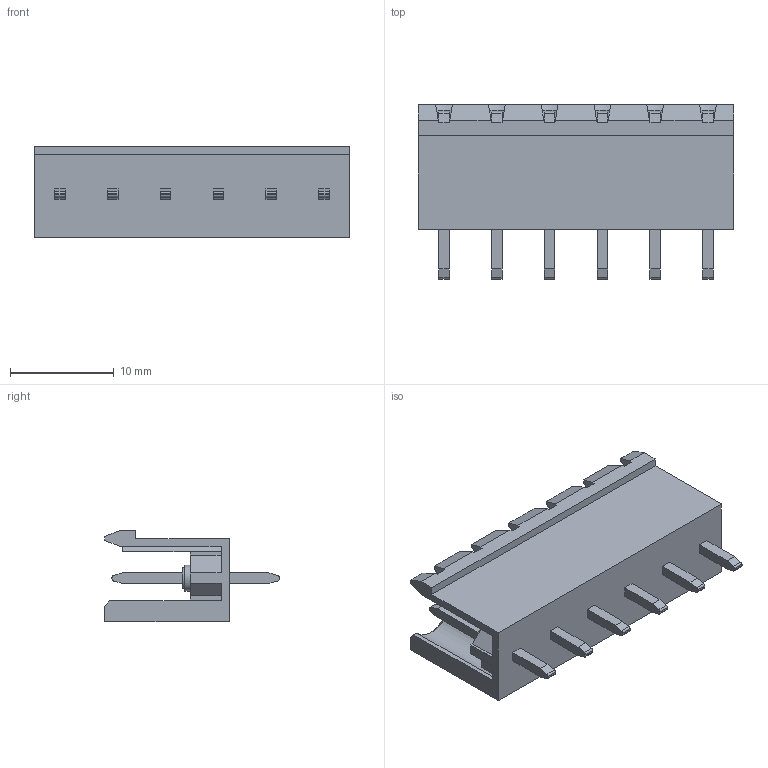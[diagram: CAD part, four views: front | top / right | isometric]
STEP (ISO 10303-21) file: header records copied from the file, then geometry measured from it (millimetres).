
FILE_DESCRIPTION (( 'STEP AP203' ), '1' );
FILE_NAME ('SOKETLI BASKILI DEVRE KLEMENSI - 5,08 MM ERKEK 180 AÇIK - 6 LI.STEP', '2018-09-11T14:15:09', ( 'user' ), ( '' ), 'SwSTEP 2.0', 'SolidWorks 2016', '' );
FILE_SCHEMA (( 'CONFIG_CONTROL_DESIGN' ));
Length unit declared in the file: millimetre
Products named in the file (1): SOKETLI BASKILI DEVRE KLEMENSI - 5,08 MM ERKEK 180 AÇIK - 6 LI
Bounding box: 30.37 x 16.8 x 8.8 mm (x, y, z)
Volume: 1410.1 mm3; surface area: 2592.1 mm2
Topology: 1 solids, 1 shells, 319 faces, 867 edges, 574 vertices
Faces by surface type: plane 259, cylinder 54, cone 6
Entity records: 10040 total; most frequent: CARTESIAN_POINT 1797, ORIENTED_EDGE 1734, DIRECTION 1621, EDGE_CURVE 867, LINE 729, VECTOR 729, VERTEX_POINT 574, AXIS2_PLACEMENT_3D 446
